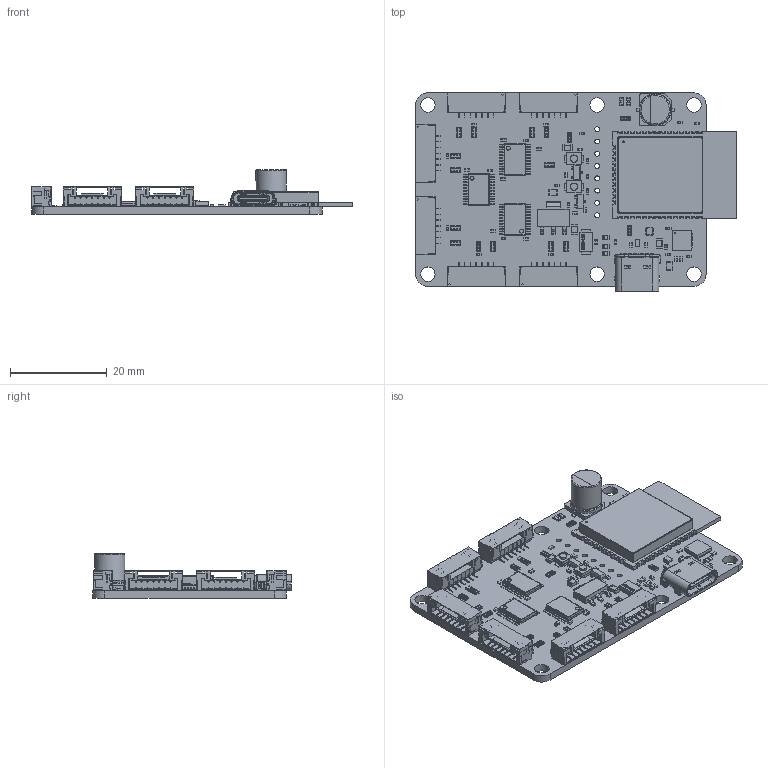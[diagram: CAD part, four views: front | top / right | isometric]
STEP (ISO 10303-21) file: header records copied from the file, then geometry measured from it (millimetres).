
FILE_DESCRIPTION(('FreeCAD Model'),'2;1');
FILE_NAME('Open CASCADE Shape Model','2022-04-01T10:23:14',( 'kicad StepUp'),('ksu MCAD'),'Open CASCADE STEP processor 7.5', 'FreeCAD','Unknown');
FILE_SCHEMA(('AUTOMOTIVE_DESIGN { 1 0 10303 214 1 1 1 1 }'));
Length unit declared in the file: millimetre
Products named in the file (99): esp32; Board_Geoms_7dfd; Pcb_7dfd; Step_Models_7dfd; Top_7dfd; U104_ESP32-WROOM-073_5E99A04C; ESP32-WROOM-32; ESP32-WROOM-033; ESP32-WROOM-034; ESP32-WROOM-035; ESP32-WROOM-036; ESP32-WROOM-037; ESP32-WROOM-038; ESP32-WROOM-039; ESP32-WROOM-040; ESP32-WROOM-041; ESP32-WROOM-042; ESP32-WROOM-043; ESP32-WROOM-044; ESP32-WROOM-045; ESP32-WROOM-046; ESP32-WROOM-047; ESP32-WROOM-048; ESP32-WROOM-049; ESP32-WROOM-050; ESP32-WROOM-051; ESP32-WROOM-052; ESP32-WROOM-053; ESP32-WROOM-054; ESP32-WROOM-055; ESP32-WROOM-056; ESP32-WROOM-057; ESP32-WROOM-058; ESP32-WROOM-059; ESP32-WROOM-060; ESP32-WROOM-061; ESP32-WROOM-062; ESP32-WROOM-063; ESP32-WROOM-064; ESP32-WROOM-065 ...
Assembly tree (164 placements, depth 5):
  esp32
    Board_Geoms_7dfd
      Pcb_7dfd
    Step_Models_7dfd
      Top_7dfd
        U104_ESP32-WROOM-073_5E99A04C
          ESP32-WROOM-32
          ESP32-WROOM-033
          ESP32-WROOM-034
          ESP32-WROOM-035
          ESP32-WROOM-036
          ESP32-WROOM-037
          ESP32-WROOM-038
          ESP32-WROOM-039
          ESP32-WROOM-040
          ESP32-WROOM-041
          ESP32-WROOM-042
          ESP32-WROOM-043
          ESP32-WROOM-044
          ESP32-WROOM-045
          ESP32-WROOM-046
          ESP32-WROOM-047
          ESP32-WROOM-048
          ESP32-WROOM-049
          ESP32-WROOM-050
          ESP32-WROOM-051
          ESP32-WROOM-052
          ESP32-WROOM-053
          ESP32-WROOM-054
          ESP32-WROOM-055
          ESP32-WROOM-056
          ESP32-WROOM-057
          ESP32-WROOM-058
          ESP32-WROOM-059
          ESP32-WROOM-060
          ESP32-WROOM-061
          ESP32-WROOM-062
          ESP32-WROOM-063
          ESP32-WROOM-064
          ESP32-WROOM-065
          ESP32-WROOM-066
          ESP32-WROOM-067
          ESP32-WROOM-068
          ESP32-WROOM-069
          ESP32-WROOM-070
          ESP32-WROOM-071
          ESP32-WROOM-072
        C112_C_0805_5F5B4DA2  x5
        SW101_B3U_1000P[]_5F5B68B4  x2
        Q102_SOT23_5E999EC0  x2
        RP104_Cut_5E9D7D33  x16
        U203_TSSOP-20_5E99A0A3  x3
        U102_Fusion005_5E999FEF
          Fusion
          Fusion001
          Fusion002
          Fusion003
          Fusion004
        U101_Compound007_5E999FD7
          Compound
Bounding box: 66.25 x 41 x 9.3 mm (x, y, z)
Volume: 5279.9 mm3; surface area: 11710.7 mm2
Topology: 149 solids, 166 shells, 10313 faces, 29339 edges, 19046 vertices
Faces by surface type: plane 8397, cylinder 1746, bspline 101, cone 30, sphere 24, torus 14, revolution 1
Full cylindrical faces by diameter (mm): 0.05 x56, 0.11 x1, 0.5 x2, 0.65 x2, 0.8 x2, 1 x8, 3 x6, 6.3 x2
Entity records: 170685 total; most frequent: CARTESIAN_POINT 33682, ORIENTED_EDGE 24982, DIRECTION 22761, EDGE_CURVE 12491, LINE 9982, VECTOR 9982, VERTEX_POINT 8144, AXIS2_PLACEMENT_3D 6389
